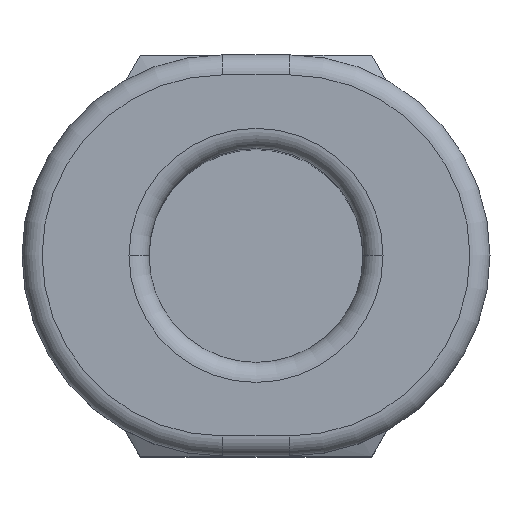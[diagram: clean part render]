
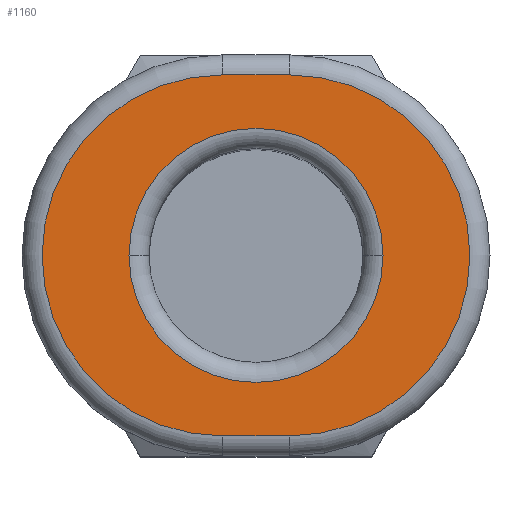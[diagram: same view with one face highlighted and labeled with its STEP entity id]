
A CAD part, top view. The second image highlights one B-rep face of the part: STEP entity #1160.
In plain terms, the highlighted planar face has unit normal (0, 0, 1).
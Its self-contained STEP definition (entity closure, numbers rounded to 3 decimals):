
#647=CARTESIAN_POINT('',(1.9,0.,7.275));
#648=VERTEX_POINT('',#647);
#656=CARTESIAN_POINT('',(-1.9,0.,7.275));
#657=VERTEX_POINT('',#656);
#658=CARTESIAN_POINT('',(0.0,0.,7.275));
#659=DIRECTION('',(0.0,0.0,1.0));
#660=DIRECTION('',(1.0,0.0,0.0));
#661=AXIS2_PLACEMENT_3D('',#658,#659,#660);
#662=CIRCLE('',#661,1.9);
#663=EDGE_CURVE('',#648,#657,#662,.T.);
#973=CARTESIAN_POINT('',(0.5,2.7,7.275));
#974=VERTEX_POINT('',#973);
#975=CARTESIAN_POINT('',(0.5,-2.7,7.275));
#976=VERTEX_POINT('',#975);
#977=CARTESIAN_POINT('',(0.5,0.,7.275));
#978=DIRECTION('',(0.0,0.0,-1.0));
#979=DIRECTION('',(1.0,0.0,0.0));
#980=AXIS2_PLACEMENT_3D('',#977,#978,#979);
#981=CIRCLE('',#980,2.7);
#982=EDGE_CURVE('',#974,#976,#981,.T.);
#1017=CARTESIAN_POINT('',(-0.5,-2.7,7.275));
#1018=VERTEX_POINT('',#1017);
#1019=CARTESIAN_POINT('',(0.5,-2.7,7.275));
#1020=DIRECTION('',(-1.0,0.0,0.0));
#1021=VECTOR('',#1020,1.0);
#1022=LINE('',#1019,#1021);
#1023=EDGE_CURVE('',#976,#1018,#1022,.T.);
#1057=CARTESIAN_POINT('',(-0.5,2.7,7.275));
#1058=VERTEX_POINT('',#1057);
#1066=CARTESIAN_POINT('',(-0.5,2.7,7.275));
#1067=DIRECTION('',(1.0,0.0,0.0));
#1068=VECTOR('',#1067,1.0);
#1069=LINE('',#1066,#1068);
#1070=EDGE_CURVE('',#1058,#974,#1069,.T.);
#1081=CARTESIAN_POINT('',(-0.5,0.,7.275));
#1082=DIRECTION('',(0.0,0.0,-1.0));
#1083=DIRECTION('',(-1.0,0.0,0.0));
#1084=AXIS2_PLACEMENT_3D('',#1081,#1082,#1083);
#1085=CIRCLE('',#1084,2.7);
#1086=EDGE_CURVE('',#1018,#1058,#1085,.T.);
#1139=CARTESIAN_POINT('',(0.0,0.,7.275));
#1140=DIRECTION('',(0.0,0.0,-1.0));
#1141=DIRECTION('',(1.0,0.0,0.0));
#1142=AXIS2_PLACEMENT_3D('',#1139,#1140,#1141);
#1143=PLANE('',#1142);
#1144=ORIENTED_EDGE('',*,*,#982,.F.);
#1145=ORIENTED_EDGE('',*,*,#1070,.F.);
#1146=ORIENTED_EDGE('',*,*,#1086,.F.);
#1147=ORIENTED_EDGE('',*,*,#1023,.F.);
#1148=EDGE_LOOP('',(#1144,#1145,#1146,#1147));
#1149=FACE_OUTER_BOUND('',#1148,.T.);
#1150=CARTESIAN_POINT('',(0.0,0.,7.275));
#1151=DIRECTION('',(0.0,0.0,1.0));
#1152=DIRECTION('',(1.0,0.0,0.0));
#1153=AXIS2_PLACEMENT_3D('',#1150,#1151,#1152);
#1154=CIRCLE('',#1153,1.9);
#1155=EDGE_CURVE('',#657,#648,#1154,.T.);
#1156=ORIENTED_EDGE('',*,*,#1155,.F.);
#1157=ORIENTED_EDGE('',*,*,#663,.F.);
#1158=EDGE_LOOP('',(#1156,#1157));
#1159=FACE_BOUND('',#1158,.T.);
#1160=ADVANCED_FACE('',(#1149,#1159),#1143,.F.);
